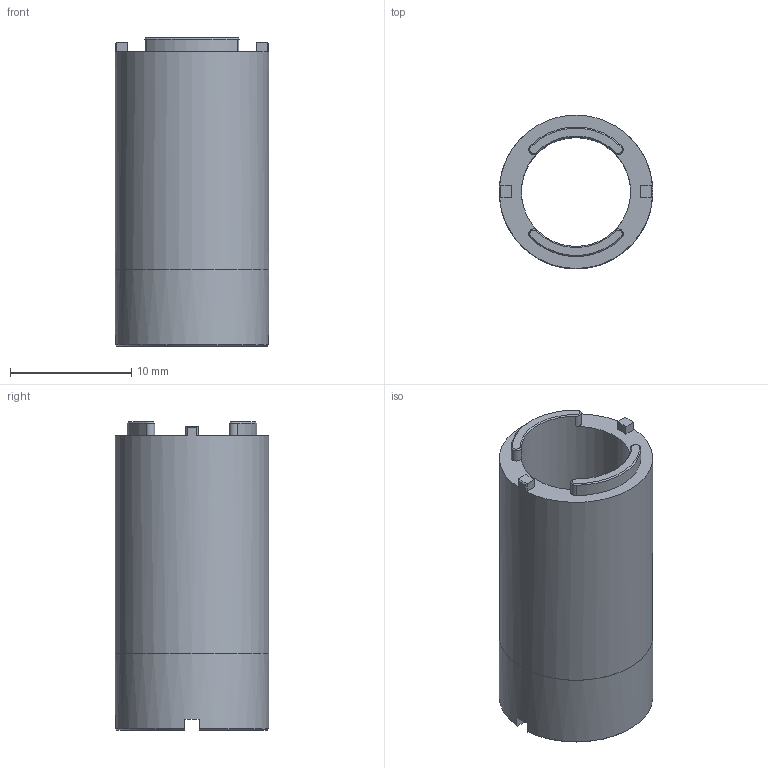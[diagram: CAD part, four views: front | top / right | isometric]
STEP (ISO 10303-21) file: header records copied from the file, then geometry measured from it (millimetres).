
FILE_DESCRIPTION (( 'STEP AP203' ), '1' );
FILE_NAME ('1.8.2.7-ZFG-K05.STEP', '2024-04-17T01:19:39', ( 'Windows User' ), ( 'P R C' ), 'SwSTEP 2.0', 'SolidWorks 2020', '' );
FILE_SCHEMA (( 'CONFIG_CONTROL_DESIGN' ));
Length unit declared in the file: millimetre
Products named in the file (1): 1.8.2.7-ZFG-K05
Bounding box: 12.66 x 12.66 x 25.4 mm (x, y, z)
Volume: 1473.5 mm3; surface area: 1826.2 mm2
Topology: 1 solids, 1 shells, 47 faces, 124 edges, 79 vertices
Faces by surface type: plane 22, cone 13, cylinder 12
Full cylindrical faces by diameter (mm): 9 x1, 10.9 x1, 12.65 x1, 12.66 x1
Entity records: 1477 total; most frequent: CARTESIAN_POINT 260, DIRECTION 250, ORIENTED_EDGE 228, EDGE_CURVE 114, AXIS2_PLACEMENT_3D 96, VERTEX_POINT 74, VECTOR 58, LINE 58
